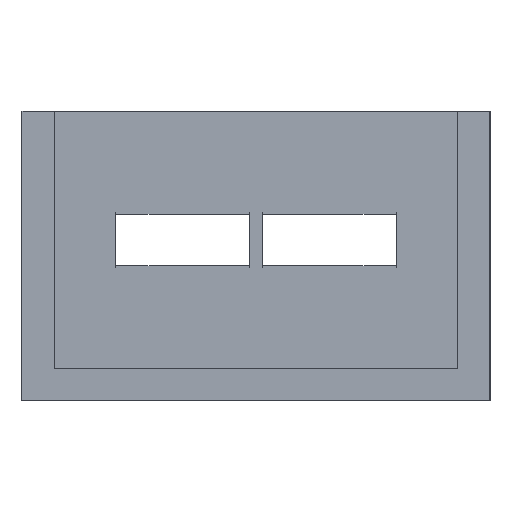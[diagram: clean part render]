
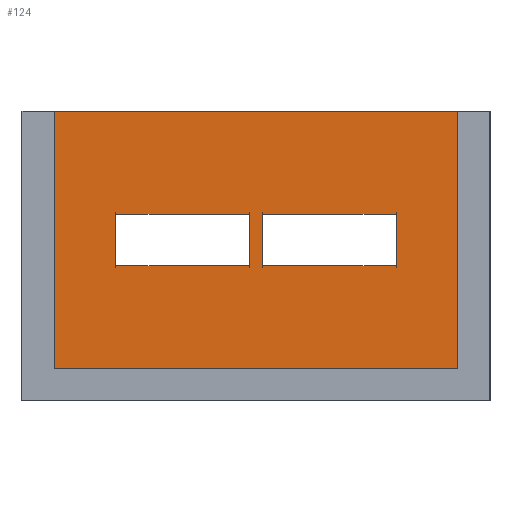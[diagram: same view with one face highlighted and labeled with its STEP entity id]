
A CAD part, left-side view. The second image highlights one B-rep face of the part: STEP entity #124.
In plain terms, the highlighted planar face has unit normal (-1, 0, 0).
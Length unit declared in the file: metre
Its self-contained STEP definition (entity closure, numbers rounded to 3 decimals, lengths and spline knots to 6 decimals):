
#124 = ADVANCED_FACE( '', ( #260, #261, #262 ), #263, .F. );
#260 = FACE_BOUND( '', #407, .T. );
#261 = FACE_BOUND( '', #408, .T. );
#262 = FACE_OUTER_BOUND( '', #409, .T. );
#263 = PLANE( '', #410 );
#407 = EDGE_LOOP( '', ( #741, #742, #743, #744 ) );
#408 = EDGE_LOOP( '', ( #745, #746, #747, #748 ) );
#409 = EDGE_LOOP( '', ( #749, #750, #751, #752 ) );
#410 = AXIS2_PLACEMENT_3D( '', #753, #754, #755 );
#741 = ORIENTED_EDGE( '', *, *, #1040, .T. );
#742 = ORIENTED_EDGE( '', *, *, #1044, .F. );
#743 = ORIENTED_EDGE( '', *, *, #938, .F. );
#744 = ORIENTED_EDGE( '', *, *, #962, .F. );
#745 = ORIENTED_EDGE( '', *, *, #907, .T. );
#746 = ORIENTED_EDGE( '', *, *, #1027, .T. );
#747 = ORIENTED_EDGE( '', *, *, #973, .T. );
#748 = ORIENTED_EDGE( '', *, *, #1045, .T. );
#749 = ORIENTED_EDGE( '', *, *, #1011, .F. );
#750 = ORIENTED_EDGE( '', *, *, #994, .T. );
#751 = ORIENTED_EDGE( '', *, *, #1046, .T. );
#752 = ORIENTED_EDGE( '', *, *, #1047, .F. );
#753 = CARTESIAN_POINT( '', ( 0.1016, 0.007264, -0.001588 ) );
#754 = DIRECTION( '', ( 1., 0., 0. ) );
#755 = DIRECTION( '', ( 0., -1., 0. ) );
#907 = EDGE_CURVE( '', #1089, #1087, #1090, .T. );
#938 = EDGE_CURVE( '', #1144, #1127, #1146, .T. );
#962 = EDGE_CURVE( '', #1183, #1144, #1185, .T. );
#973 = EDGE_CURVE( '', #1200, #1201, #1202, .T. );
#994 = EDGE_CURVE( '', #1230, #1235, #1237, .T. );
#1011 = EDGE_CURVE( '', #1230, #1262, #1263, .T. );
#1027 = EDGE_CURVE( '', #1087, #1200, #1282, .T. );
#1040 = EDGE_CURVE( '', #1183, #1298, #1300, .T. );
#1044 = EDGE_CURVE( '', #1127, #1298, #1304, .T. );
#1045 = EDGE_CURVE( '', #1201, #1089, #1305, .T. );
#1046 = EDGE_CURVE( '', #1235, #1306, #1307, .T. );
#1047 = EDGE_CURVE( '', #1262, #1306, #1308, .T. );
#1087 = VERTEX_POINT( '', #1355 );
#1089 = VERTEX_POINT( '', #1358 );
#1090 = LINE( '', #1359, #1360 );
#1127 = VERTEX_POINT( '', #1414 );
#1144 = VERTEX_POINT( '', #1440 );
#1146 = LINE( '', #1443, #1444 );
#1183 = VERTEX_POINT( '', #1498 );
#1185 = LINE( '', #1501, #1502 );
#1200 = VERTEX_POINT( '', #1524 );
#1201 = VERTEX_POINT( '', #1525 );
#1202 = LINE( '', #1526, #1527 );
#1230 = VERTEX_POINT( '', #1569 );
#1235 = VERTEX_POINT( '', #1576 );
#1237 = LINE( '', #1579, #1580 );
#1262 = VERTEX_POINT( '', #1616 );
#1263 = LINE( '', #1617, #1618 );
#1282 = LINE( '', #1648, #1649 );
#1298 = VERTEX_POINT( '', #1674 );
#1300 = LINE( '', #1677, #1678 );
#1304 = LINE( '', #1683, #1684 );
#1305 = LINE( '', #1685, #1686 );
#1306 = VERTEX_POINT( '', #1687 );
#1307 = LINE( '', #1688, #1689 );
#1308 = LINE( '', #1690, #1691 );
#1355 = CARTESIAN_POINT( '', ( 0.1016, -0.013894, -0.00254 ) );
#1358 = CARTESIAN_POINT( '', ( 0.1016, -0.013894, 0.00254 ) );
#1359 = CARTESIAN_POINT( '', ( 0.1016, -0.013894, 0. ) );
#1360 = VECTOR( '', #1741, 1. );
#1414 = CARTESIAN_POINT( '', ( 0.1016, 0.013894, -0.00254 ) );
#1440 = CARTESIAN_POINT( '', ( 0.1016, 0.013894, 0.00254 ) );
#1443 = CARTESIAN_POINT( '', ( 0.1016, 0.013894, 0. ) );
#1444 = VECTOR( '', #1769, 1. );
#1498 = CARTESIAN_POINT( '', ( 0.1016, 0.000635, 0.00254 ) );
#1501 = CARTESIAN_POINT( '', ( 0.1016, 0.007264, 0.00254 ) );
#1502 = VECTOR( '', #1788, 1. );
#1524 = CARTESIAN_POINT( '', ( 0.1016, -0.000635, -0.00254 ) );
#1525 = CARTESIAN_POINT( '', ( 0.1016, -0.000635, 0.00254 ) );
#1526 = CARTESIAN_POINT( '', ( 0.1016, -0.000635, 0. ) );
#1527 = VECTOR( '', #1796, 1. );
#1569 = CARTESIAN_POINT( '', ( 0.1016, -0.020015, -0.012751 ) );
#1576 = CARTESIAN_POINT( '', ( 0.1016, -0.020015, 0.012751 ) );
#1579 = CARTESIAN_POINT( '', ( 0.1016, -0.020015, 0. ) );
#1580 = VECTOR( '', #1814, 1. );
#1616 = CARTESIAN_POINT( '', ( 0.1016, 0.020015, -0.012751 ) );
#1617 = CARTESIAN_POINT( '', ( 0.1016, 0.007264, -0.012751 ) );
#1618 = VECTOR( '', #1826, 1. );
#1648 = CARTESIAN_POINT( '', ( 0.1016, -0.007264, -0.00254 ) );
#1649 = VECTOR( '', #1838, 1. );
#1674 = CARTESIAN_POINT( '', ( 0.1016, 0.000635, -0.00254 ) );
#1677 = CARTESIAN_POINT( '', ( 0.1016, 0.000635, 0. ) );
#1678 = VECTOR( '', #1849, 1. );
#1683 = CARTESIAN_POINT( '', ( 0.1016, 0.007264, -0.00254 ) );
#1684 = VECTOR( '', #1851, 1. );
#1685 = CARTESIAN_POINT( '', ( 0.1016, -0.007264, 0.00254 ) );
#1686 = VECTOR( '', #1852, 1. );
#1687 = CARTESIAN_POINT( '', ( 0.1016, 0.020015, 0.012751 ) );
#1688 = CARTESIAN_POINT( '', ( 0.1016, 0.021603, 0.012751 ) );
#1689 = VECTOR( '', #1853, 1. );
#1690 = CARTESIAN_POINT( '', ( 0.1016, 0.020015, 0. ) );
#1691 = VECTOR( '', #1854, 1. );
#1741 = DIRECTION( '', ( 0., 0., -1. ) );
#1769 = DIRECTION( '', ( 0., 0., -1. ) );
#1788 = DIRECTION( '', ( 0., 1., 0. ) );
#1796 = DIRECTION( '', ( 0., 0., 1. ) );
#1814 = DIRECTION( '', ( 0., 0., 1. ) );
#1826 = DIRECTION( '', ( 0., 1., 0. ) );
#1838 = DIRECTION( '', ( 0., 1., 0. ) );
#1849 = DIRECTION( '', ( 0., 0., -1. ) );
#1851 = DIRECTION( '', ( 0., -1., 0. ) );
#1852 = DIRECTION( '', ( 0., -1., 0. ) );
#1853 = DIRECTION( '', ( 0., 1., 0. ) );
#1854 = DIRECTION( '', ( 0., 0., 1. ) );
